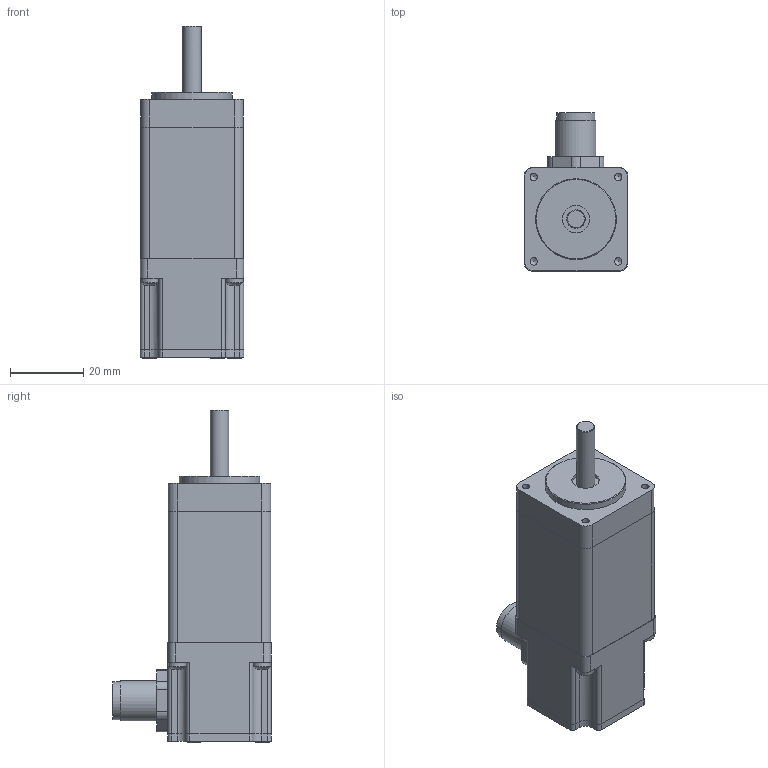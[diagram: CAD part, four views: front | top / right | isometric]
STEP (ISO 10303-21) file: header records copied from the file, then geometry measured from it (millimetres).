
FILE_DESCRIPTION((''),'2;1');
FILE_NAME('AS2818L0604.stp','2011-10-26T10:03:57',('wei_j'),(''),'Autodesk Inventor 2010','Autodesk Inventor 2010','');
FILE_SCHEMA(('AUTOMOTIVE_DESIGN { 1 0 10303 214 1 1 1 1 }'));
Length unit declared in the file: millimetre
Products named in the file (1): AS2818L0604
Bounding box: 28.1 x 43.1 x 90.4 mm (x, y, z)
Volume: 43164.4 mm3; surface area: 15922.7 mm2
Topology: 1 solids, 9 shells, 398 faces, 1035 edges, 670 vertices
Faces by surface type: plane 185, cylinder 93, cone 59, bspline 41, torus 16, sphere 4
Full cylindrical faces by diameter (mm): 1 x5, 1.755 x4, 2 x4, 2.275 x4, 3.8 x4, 5 x1, 8.2 x1, 10 x1, 10.4 x2, 11 x1, 12 x1, 13 x1, 16.95 x1, 17.22 x1, 22 x1
Entity records: 12851 total; most frequent: CARTESIAN_POINT 3712, DIRECTION 1851, ORIENTED_EDGE 1758, EDGE_CURVE 879, AXIS2_PLACEMENT_3D 729, VERTEX_POINT 615, EDGE_LOOP 530, FACE_OUTER_BOUND 398
